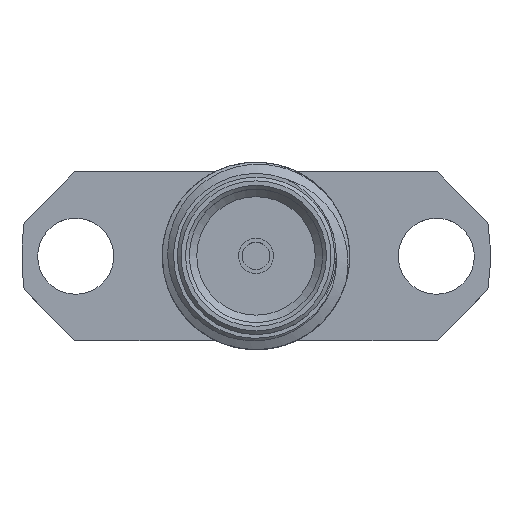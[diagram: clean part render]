
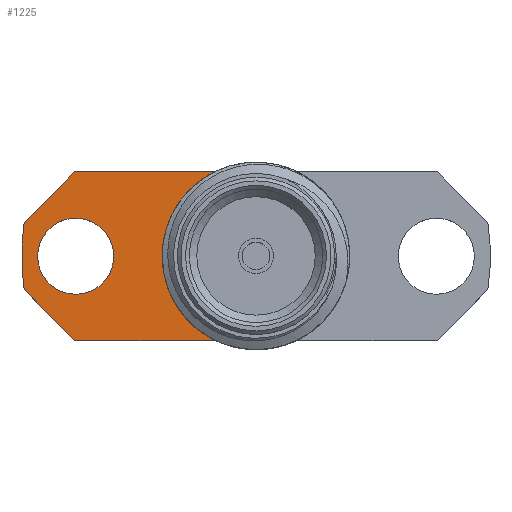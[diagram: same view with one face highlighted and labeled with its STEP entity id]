
A CAD part, top view. The second image highlights one B-rep face of the part: STEP entity #1225.
In plain terms, the highlighted planar face has unit normal (0, 0, 1).
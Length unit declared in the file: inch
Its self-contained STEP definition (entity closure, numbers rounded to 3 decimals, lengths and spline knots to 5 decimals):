
#8 = CARTESIAN_POINT ( 'NONE',  ( -0.30928, -0.04477, 0.0325 ) ) ;
#17 = VECTOR ( 'NONE', #320, 39.37008 ) ;
#112 = EDGE_CURVE ( 'NONE', #225, #1070, #1542, .T. ) ;
#133 = CARTESIAN_POINT ( 'NONE',  ( -0.3125, 0.1125, 0.0325 ) ) ;
#212 = ORIENTED_EDGE ( 'NONE', *, *, #242, .T. ) ;
#225 = VERTEX_POINT ( 'NONE', #1230 ) ;
#242 = EDGE_CURVE ( 'NONE', #943, #225, #914, .T. ) ;
#247 = CIRCLE ( 'NONE', #1914, 0.3125 ) ;
#251 = VERTEX_POINT ( 'NONE', #669 ) ;
#320 = DIRECTION ( 'NONE',  ( -1., 0., 0. ) ) ;
#365 = DIRECTION ( 'NONE',  ( -0.707, -0.707, 0. ) ) ;
#444 = VERTEX_POINT ( 'NONE', #1839 ) ;
#481 = EDGE_LOOP ( 'NONE', ( #1328 ) ) ;
#482 = DIRECTION ( 'NONE',  ( -1., 0., 0. ) ) ;
#520 = CARTESIAN_POINT ( 'NONE',  ( 0., 0., 0.0325 ) ) ;
#586 = VERTEX_POINT ( 'NONE', #1958 ) ;
#610 = VECTOR ( 'NONE', #1440, 39.37008 ) ;
#621 = AXIS2_PLACEMENT_3D ( 'NONE', #520, #2163, #697 ) ;
#622 = DIRECTION ( 'NONE',  ( 1., 0., 0. ) ) ;
#627 = AXIS2_PLACEMENT_3D ( 'NONE', #1157, #1345, #1352 ) ;
#669 = CARTESIAN_POINT ( 'NONE',  ( -0.02385, 0.1125, 0.0325 ) ) ;
#673 = EDGE_CURVE ( 'NONE', #586, #943, #247, .T. ) ;
#679 = ORIENTED_EDGE ( 'NONE', *, *, #112, .T. ) ;
#693 = CARTESIAN_POINT ( 'NONE',  ( -0.02385, -0.1125, 0.0325 ) ) ;
#697 = DIRECTION ( 'NONE',  ( -1., 0., 0. ) ) ;
#706 = DIRECTION ( 'NONE',  ( 1., 0., 0. ) ) ;
#815 = EDGE_CURVE ( 'NONE', #1070, #251, #1102, .T. ) ;
#891 = ORIENTED_EDGE ( 'NONE', *, *, #815, .T. ) ;
#914 = LINE ( 'NONE', #1615, #610 ) ;
#934 = EDGE_CURVE ( 'NONE', #2328, #586, #1389, .T. ) ;
#943 = VERTEX_POINT ( 'NONE', #8 ) ;
#966 = CARTESIAN_POINT ( 'NONE',  ( -0.24155, 0.1125, 0.0325 ) ) ;
#967 = EDGE_LOOP ( 'NONE', ( #2082, #2420, #2253, #212, #679, #891 ) ) ;
#1003 = CARTESIAN_POINT ( 'NONE',  ( -0.3125, -0.1125, 0.0325 ) ) ;
#1048 = PLANE ( 'NONE',  #621 ) ;
#1070 = VERTEX_POINT ( 'NONE', #693 ) ;
#1102 = CIRCLE ( 'NONE', #1674, 0.115 ) ;
#1157 = CARTESIAN_POINT ( 'NONE',  ( -0.2405, 0., 0.0325 ) ) ;
#1221 = CARTESIAN_POINT ( 'NONE',  ( 0., 0., 0.0325 ) ) ;
#1225 = ADVANCED_FACE ( 'NONE', ( #1696, #2418 ), #1048, .F. ) ;
#1230 = CARTESIAN_POINT ( 'NONE',  ( -0.24155, -0.1125, 0.0325 ) ) ;
#1328 = ORIENTED_EDGE ( 'NONE', *, *, #2298, .F. ) ;
#1345 = DIRECTION ( 'NONE',  ( 0., 0., 1. ) ) ;
#1352 = DIRECTION ( 'NONE',  ( 1., 0., 0. ) ) ;
#1389 = LINE ( 'NONE', #2425, #2033 ) ;
#1440 = DIRECTION ( 'NONE',  ( 0.707, -0.707, 0. ) ) ;
#1542 = LINE ( 'NONE', #1003, #1711 ) ;
#1615 = CARTESIAN_POINT ( 'NONE',  ( -0.30928, -0.04477, 0.0325 ) ) ;
#1657 = EDGE_CURVE ( 'NONE', #251, #2328, #1869, .T. ) ;
#1674 = AXIS2_PLACEMENT_3D ( 'NONE', #1221, #1764, #482 ) ;
#1696 = FACE_BOUND ( 'NONE', #481, .T. ) ;
#1711 = VECTOR ( 'NONE', #622, 39.37008 ) ;
#1764 = DIRECTION ( 'NONE',  ( 0., 0., -1. ) ) ;
#1801 = DIRECTION ( 'NONE',  ( 0., 0., 1. ) ) ;
#1839 = CARTESIAN_POINT ( 'NONE',  ( -0.18975, 0., 0.0325 ) ) ;
#1869 = LINE ( 'NONE', #133, #17 ) ;
#1914 = AXIS2_PLACEMENT_3D ( 'NONE', #2180, #1801, #706 ) ;
#1958 = CARTESIAN_POINT ( 'NONE',  ( -0.30928, 0.04477, 0.0325 ) ) ;
#2033 = VECTOR ( 'NONE', #365, 39.37008 ) ;
#2082 = ORIENTED_EDGE ( 'NONE', *, *, #1657, .T. ) ;
#2163 = DIRECTION ( 'NONE',  ( 0., 0., -1. ) ) ;
#2180 = CARTESIAN_POINT ( 'NONE',  ( 0., 0., 0.0325 ) ) ;
#2253 = ORIENTED_EDGE ( 'NONE', *, *, #673, .T. ) ;
#2298 = EDGE_CURVE ( 'NONE', #444, #444, #2383, .T. ) ;
#2328 = VERTEX_POINT ( 'NONE', #966 ) ;
#2383 = CIRCLE ( 'NONE', #627, 0.05075 ) ;
#2418 = FACE_OUTER_BOUND ( 'NONE', #967, .T. ) ;
#2420 = ORIENTED_EDGE ( 'NONE', *, *, #934, .T. ) ;
#2425 = CARTESIAN_POINT ( 'NONE',  ( -0.30928, 0.04477, 0.0325 ) ) ;
